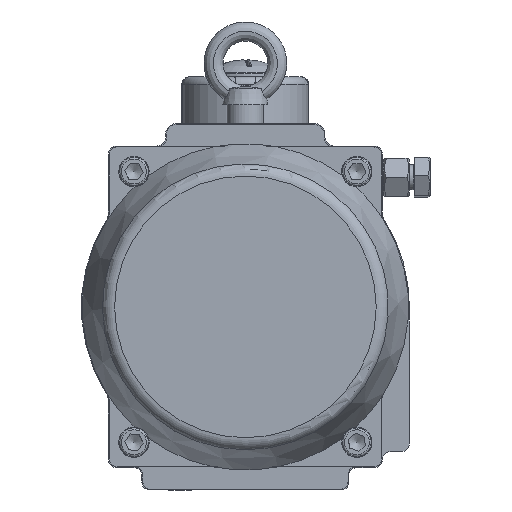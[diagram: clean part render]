
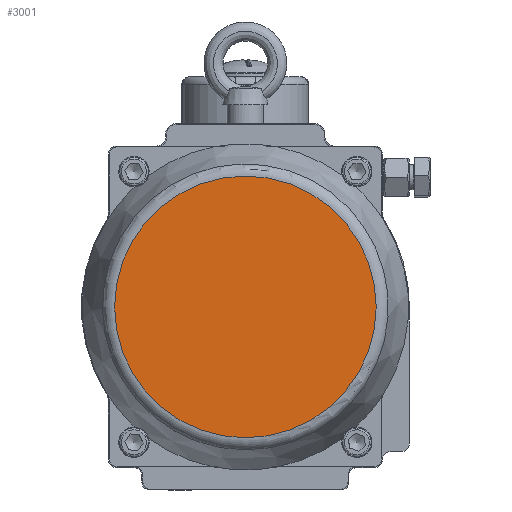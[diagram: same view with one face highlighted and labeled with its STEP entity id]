
A CAD part, front view. The second image highlights one B-rep face of the part: STEP entity #3001.
In plain terms, the highlighted planar face has unit normal (0, -1, 0).
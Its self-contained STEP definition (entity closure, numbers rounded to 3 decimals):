
#1180=PLANE('',#24031);
#1696=FACE_OUTER_BOUND('',#9810,.T.);
#3001=ADVANCED_FACE('',(#1696),#1180,.T.);
#7795=CIRCLE('',#24030,82.173);
#9810=EDGE_LOOP('',(#11993));
#11993=ORIENTED_EDGE('',*,*,#20245,.T.);
#17949=VERTEX_POINT('',#34590);
#20245=EDGE_CURVE('',#17949,#17949,#7795,.T.);
#24030=AXIS2_PLACEMENT_3D('',#34589,#27189,#27190);
#24031=AXIS2_PLACEMENT_3D('',#34591,#27191,#27192);
#27189=DIRECTION('',(0.,-1.,0.));
#27190=DIRECTION('',(0.,0.,-1.));
#27191=DIRECTION('',(0.,-1.,0.));
#27192=DIRECTION('',(0.,0.,-1.));
#34589=CARTESIAN_POINT('',(0.,-70.,0.));
#34590=CARTESIAN_POINT('',(0.,-70.,-82.173));
#34591=CARTESIAN_POINT('',(0.,-70.,0.));
